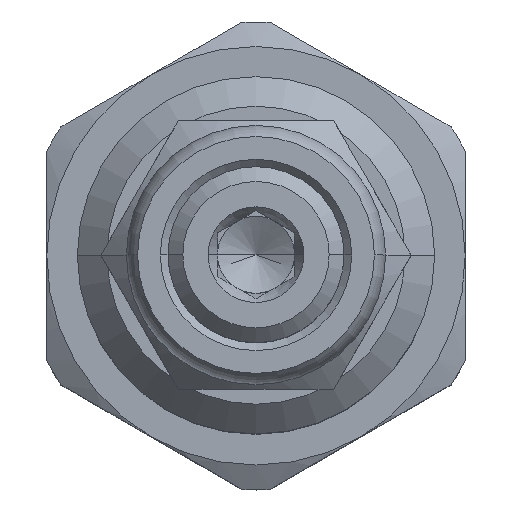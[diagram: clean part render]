
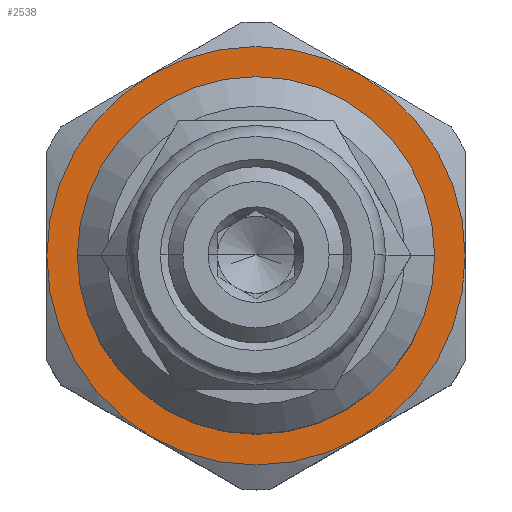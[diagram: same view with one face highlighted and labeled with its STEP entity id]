
A CAD part, top view. The second image highlights one B-rep face of the part: STEP entity #2538.
In plain terms, the highlighted planar face has unit normal (0, 0, 1).
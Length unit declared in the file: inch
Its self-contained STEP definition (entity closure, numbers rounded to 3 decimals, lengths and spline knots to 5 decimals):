
#358=CARTESIAN_POINT('',(0.,0.,0.69));
#359=DIRECTION('',(0.,0.,1.));
#360=DIRECTION('',(-1.,0.,0.));
#361=AXIS2_PLACEMENT_3D('',#358,#359,#360);
#363=CARTESIAN_POINT('',(0.,0.,0.69));
#364=DIRECTION('',(0.,0.,1.));
#365=DIRECTION('',(-0.5,0.866,0.));
#366=AXIS2_PLACEMENT_3D('',#363,#364,#365);
#368=CARTESIAN_POINT('',(0.,0.,0.69));
#369=DIRECTION('',(0.,0.,1.));
#370=DIRECTION('',(1.,0.,0.));
#371=AXIS2_PLACEMENT_3D('',#368,#369,#370);
#373=CARTESIAN_POINT('',(0.,0.,0.69));
#374=DIRECTION('',(0.,0.,1.));
#375=DIRECTION('',(0.5,-0.866,0.));
#376=AXIS2_PLACEMENT_3D('',#373,#374,#375);
#378=CARTESIAN_POINT('',(0.,0.,0.69));
#379=DIRECTION('',(0.,0.,-1.));
#380=DIRECTION('',(-1.,0.,0.));
#381=AXIS2_PLACEMENT_3D('',#378,#379,#380);
#383=CARTESIAN_POINT('',(0.,0.,0.69));
#384=DIRECTION('',(0.,0.,-1.));
#385=DIRECTION('',(1.,0.,0.));
#386=AXIS2_PLACEMENT_3D('',#383,#384,#385);
#388=CARTESIAN_POINT('',(0.,0.,0.69));
#389=DIRECTION('',(0.,0.,1.));
#390=DIRECTION('',(-0.5,-0.866,0.));
#391=AXIS2_PLACEMENT_3D('',#388,#389,#390);
#410=CARTESIAN_POINT('',(0.21876,-0.3789,
0.68999));
#480=CARTESIAN_POINT('',(0.43751,0.,
0.68999));
#530=CARTESIAN_POINT('',(0.21876,0.3789,
0.68999));
#563=CARTESIAN_POINT('',(0.,0.,0.69));
#564=DIRECTION('',(0.,0.,1.));
#565=DIRECTION('',(0.5,0.866,0.));
#566=AXIS2_PLACEMENT_3D('',#563,#564,#565);
#585=CARTESIAN_POINT('',(-0.21876,0.3789,
0.68999));
#658=CARTESIAN_POINT('',(-0.43751,0.,
0.68999));
#713=CARTESIAN_POINT('',(-0.21876,-0.3789,
0.68999));
#1917=VERTEX_POINT('',#410);
#1918=VERTEX_POINT('',#480);
#1919=VERTEX_POINT('',#530);
#1920=VERTEX_POINT('',#658);
#1921=VERTEX_POINT('',#713);
#1922=VERTEX_POINT('',#585);
#1971=CARTESIAN_POINT('',(-0.3735,0.,0.69));
#1972=CARTESIAN_POINT('',(0.3735,0.,0.69));
#1973=VERTEX_POINT('',#1971);
#1974=VERTEX_POINT('',#1972);
#2514=CARTESIAN_POINT('',(0.,0.,0.69));
#2515=DIRECTION('',(0.,0.,1.));
#2516=DIRECTION('',(0.,1.,0.));
#2517=AXIS2_PLACEMENT_3D('',#2514,#2515,#2516);
#2518=PLANE('',#2517);
#2520=ORIENTED_EDGE('',*,*,#2519,.F.);
#2522=ORIENTED_EDGE('',*,*,#2521,.F.);
#2524=ORIENTED_EDGE('',*,*,#2523,.F.);
#2526=ORIENTED_EDGE('',*,*,#2525,.F.);
#2528=ORIENTED_EDGE('',*,*,#2527,.F.);
#2530=ORIENTED_EDGE('',*,*,#2529,.F.);
#2531=EDGE_LOOP('',(#2520,#2522,#2524,#2526,#2528,#2530));
#2532=FACE_OUTER_BOUND('',#2531,.F.);
#2533=ORIENTED_EDGE('',*,*,#2504,.F.);
#2535=ORIENTED_EDGE('',*,*,#2534,.F.);
#2536=EDGE_LOOP('',(#2533,#2535));
#2537=FACE_BOUND('',#2536,.F.);
#2538=ADVANCED_FACE('',(#2532,#2537),#2518,.T.);
#362=CIRCLE('',#361,0.4375);
#367=CIRCLE('',#366,0.4375);
#372=CIRCLE('',#371,0.4375);
#377=CIRCLE('',#376,0.4375);
#382=CIRCLE('',#381,0.3735);
#387=CIRCLE('',#386,0.3735);
#392=CIRCLE('',#391,0.4375);
#567=CIRCLE('',#566,0.4375);
#2504=EDGE_CURVE('',#1973,#1974,#382,.T.);
#2519=EDGE_CURVE('',#1921,#1917,#392,.T.);
#2521=EDGE_CURVE('',#1920,#1921,#362,.T.);
#2523=EDGE_CURVE('',#1922,#1920,#367,.T.);
#2525=EDGE_CURVE('',#1919,#1922,#567,.T.);
#2527=EDGE_CURVE('',#1918,#1919,#372,.T.);
#2529=EDGE_CURVE('',#1917,#1918,#377,.T.);
#2534=EDGE_CURVE('',#1974,#1973,#387,.T.);
